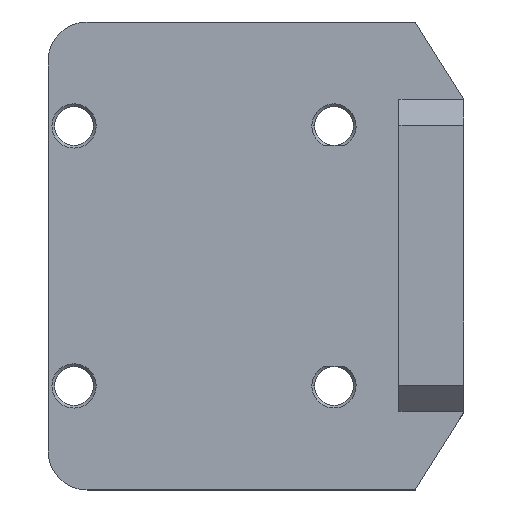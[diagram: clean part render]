
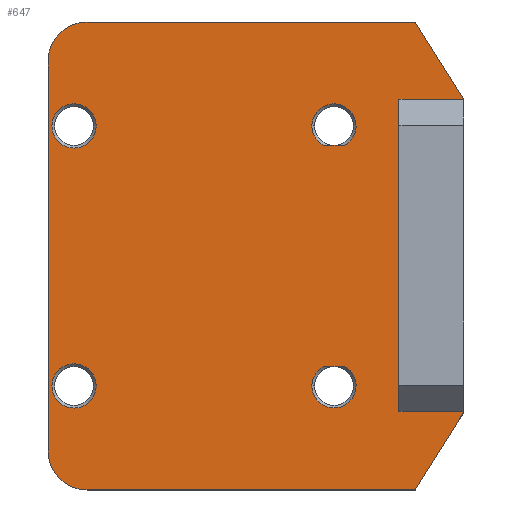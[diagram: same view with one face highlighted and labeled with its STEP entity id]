
A CAD part, top view. The second image highlights one B-rep face of the part: STEP entity #647.
In plain terms, the highlighted planar face has unit normal (0, 0, 1).
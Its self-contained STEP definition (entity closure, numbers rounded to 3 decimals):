
#25=FACE_BOUND('',#96,.T.);
#26=FACE_BOUND('',#97,.T.);
#27=FACE_BOUND('',#98,.T.);
#28=FACE_BOUND('',#99,.T.);
#37=PLANE('',#701);
#59=FACE_OUTER_BOUND('',#95,.T.);
#95=EDGE_LOOP('',(#459,#460,#461,#462,#463,#464,#465,#466,#467,#468));
#96=EDGE_LOOP('',(#469));
#97=EDGE_LOOP('',(#470));
#98=EDGE_LOOP('',(#471,#472,#473));
#99=EDGE_LOOP('',(#474,#475,#476));
#145=CIRCLE('',#696,1.7);
#147=CIRCLE('',#699,1.7);
#149=CIRCLE('',#702,3.);
#150=CIRCLE('',#703,3.);
#151=CIRCLE('',#704,1.7);
#152=CIRCLE('',#705,1.7);
#153=CIRCLE('',#706,1.7);
#154=CIRCLE('',#707,1.7);
#175=LINE('',#977,#237);
#176=LINE('',#979,#238);
#177=LINE('',#981,#239);
#178=LINE('',#983,#240);
#179=LINE('',#987,#241);
#180=LINE('',#991,#242);
#181=LINE('',#993,#243);
#182=LINE('',#994,#244);
#183=LINE('',#1001,#245);
#184=LINE('',#1004,#246);
#237=VECTOR('',#777,10.);
#238=VECTOR('',#778,10.);
#239=VECTOR('',#779,10.);
#240=VECTOR('',#780,10.);
#241=VECTOR('',#783,10.);
#242=VECTOR('',#786,10.);
#243=VECTOR('',#787,10.);
#244=VECTOR('',#788,10.);
#245=VECTOR('',#795,10.);
#246=VECTOR('',#798,10.);
#297=VERTEX_POINT('',#953);
#299=VERTEX_POINT('',#956);
#301=VERTEX_POINT('',#964);
#303=VERTEX_POINT('',#967);
#305=VERTEX_POINT('',#975);
#306=VERTEX_POINT('',#976);
#307=VERTEX_POINT('',#978);
#308=VERTEX_POINT('',#980);
#309=VERTEX_POINT('',#982);
#310=VERTEX_POINT('',#984);
#311=VERTEX_POINT('',#986);
#312=VERTEX_POINT('',#988);
#313=VERTEX_POINT('',#990);
#314=VERTEX_POINT('',#992);
#315=VERTEX_POINT('',#995);
#316=VERTEX_POINT('',#997);
#317=VERTEX_POINT('',#999);
#318=VERTEX_POINT('',#1002);
#358=EDGE_CURVE('',#297,#299,#145,.T.);
#362=EDGE_CURVE('',#301,#303,#147,.T.);
#365=EDGE_CURVE('',#305,#306,#175,.T.);
#366=EDGE_CURVE('',#307,#306,#176,.T.);
#367=EDGE_CURVE('',#307,#308,#177,.T.);
#368=EDGE_CURVE('',#308,#309,#178,.T.);
#369=EDGE_CURVE('',#310,#309,#149,.T.);
#370=EDGE_CURVE('',#310,#311,#179,.T.);
#371=EDGE_CURVE('',#312,#311,#150,.T.);
#372=EDGE_CURVE('',#312,#313,#180,.T.);
#373=EDGE_CURVE('',#313,#314,#181,.T.);
#374=EDGE_CURVE('',#305,#314,#182,.T.);
#375=EDGE_CURVE('',#315,#315,#151,.T.);
#376=EDGE_CURVE('',#316,#316,#152,.T.);
#377=EDGE_CURVE('',#317,#301,#153,.T.);
#378=EDGE_CURVE('',#303,#317,#183,.T.);
#379=EDGE_CURVE('',#318,#297,#154,.T.);
#380=EDGE_CURVE('',#299,#318,#184,.T.);
#459=ORIENTED_EDGE('',*,*,#365,.T.);
#460=ORIENTED_EDGE('',*,*,#366,.F.);
#461=ORIENTED_EDGE('',*,*,#367,.T.);
#462=ORIENTED_EDGE('',*,*,#368,.T.);
#463=ORIENTED_EDGE('',*,*,#369,.F.);
#464=ORIENTED_EDGE('',*,*,#370,.T.);
#465=ORIENTED_EDGE('',*,*,#371,.F.);
#466=ORIENTED_EDGE('',*,*,#372,.T.);
#467=ORIENTED_EDGE('',*,*,#373,.T.);
#468=ORIENTED_EDGE('',*,*,#374,.F.);
#469=ORIENTED_EDGE('',*,*,#375,.F.);
#470=ORIENTED_EDGE('',*,*,#376,.F.);
#471=ORIENTED_EDGE('',*,*,#377,.F.);
#472=ORIENTED_EDGE('',*,*,#378,.F.);
#473=ORIENTED_EDGE('',*,*,#362,.F.);
#474=ORIENTED_EDGE('',*,*,#379,.F.);
#475=ORIENTED_EDGE('',*,*,#380,.F.);
#476=ORIENTED_EDGE('',*,*,#358,.F.);
#647=ADVANCED_FACE('',(#59,#25,#26,#27,#28),#37,.T.);
#696=AXIS2_PLACEMENT_3D('',#957,#764,#765);
#699=AXIS2_PLACEMENT_3D('',#968,#771,#772);
#701=AXIS2_PLACEMENT_3D('',#974,#775,#776);
#702=AXIS2_PLACEMENT_3D('',#985,#781,#782);
#703=AXIS2_PLACEMENT_3D('',#989,#784,#785);
#704=AXIS2_PLACEMENT_3D('',#996,#789,#790);
#705=AXIS2_PLACEMENT_3D('',#998,#791,#792);
#706=AXIS2_PLACEMENT_3D('',#1000,#793,#794);
#707=AXIS2_PLACEMENT_3D('',#1003,#796,#797);
#764=DIRECTION('center_axis',(0.,0.,1.));
#765=DIRECTION('ref_axis',(1.,0.,0.));
#771=DIRECTION('center_axis',(0.,0.,1.));
#772=DIRECTION('ref_axis',(1.,0.,0.));
#775=DIRECTION('center_axis',(0.,0.,1.));
#776=DIRECTION('ref_axis',(1.,0.,0.));
#777=DIRECTION('',(0.,1.,0.));
#778=DIRECTION('',(-1.,0.,0.));
#779=DIRECTION('',(-0.53,0.848,0.));
#780=DIRECTION('',(-1.,0.,0.));
#781=DIRECTION('center_axis',(0.,0.,-1.));
#782=DIRECTION('ref_axis',(-0.707,0.707,0.));
#783=DIRECTION('',(0.,-1.,0.));
#784=DIRECTION('center_axis',(0.,0.,-1.));
#785=DIRECTION('ref_axis',(-0.707,-0.707,0.));
#786=DIRECTION('',(1.,0.,0.));
#787=DIRECTION('',(0.53,0.848,0.));
#788=DIRECTION('',(1.,0.,0.));
#789=DIRECTION('center_axis',(0.,0.,1.));
#790=DIRECTION('ref_axis',(1.,0.,0.));
#791=DIRECTION('center_axis',(0.,0.,1.));
#792=DIRECTION('ref_axis',(1.,0.,0.));
#793=DIRECTION('center_axis',(0.,0.,1.));
#794=DIRECTION('ref_axis',(1.,0.,0.));
#795=DIRECTION('',(1.,0.,0.));
#796=DIRECTION('center_axis',(0.,0.,1.));
#797=DIRECTION('ref_axis',(1.,0.,0.));
#798=DIRECTION('',(-1.,0.,0.));
#953=CARTESIAN_POINT('',(18.3,0.,5.));
#956=CARTESIAN_POINT('',(20.8,1.5,5.));
#957=CARTESIAN_POINT('Origin',(20.,0.,5.));
#964=CARTESIAN_POINT('',(18.3,20.,5.));
#967=CARTESIAN_POINT('',(19.2,18.5,5.));
#968=CARTESIAN_POINT('Origin',(20.,20.,5.));
#974=CARTESIAN_POINT('Origin',(14.,10.,5.));
#975=CARTESIAN_POINT('',(25.,-2.,5.));
#976=CARTESIAN_POINT('',(25.,22.,5.));
#977=CARTESIAN_POINT('',(25.,20.,5.));
#978=CARTESIAN_POINT('',(30.,22.,5.));
#979=CARTESIAN_POINT('',(27.5,22.,5.));
#980=CARTESIAN_POINT('',(26.25,28.,5.));
#981=CARTESIAN_POINT('',(30.,22.,5.));
#982=CARTESIAN_POINT('',(1.,28.,5.));
#983=CARTESIAN_POINT('',(7.,28.,5.));
#984=CARTESIAN_POINT('',(-2.,25.,5.));
#985=CARTESIAN_POINT('Origin',(1.,25.,5.));
#986=CARTESIAN_POINT('',(-2.,-5.,5.));
#987=CARTESIAN_POINT('',(-2.,-10.,5.));
#988=CARTESIAN_POINT('',(1.,-8.,5.));
#989=CARTESIAN_POINT('Origin',(1.,-5.,5.));
#990=CARTESIAN_POINT('',(26.25,-8.,5.));
#991=CARTESIAN_POINT('',(7.,-8.,5.));
#992=CARTESIAN_POINT('',(30.,-2.,5.));
#993=CARTESIAN_POINT('',(30.,-2.,5.));
#994=CARTESIAN_POINT('',(27.5,-2.,5.));
#995=CARTESIAN_POINT('',(-1.7,0.,5.));
#996=CARTESIAN_POINT('Origin',(0.,0.,5.));
#997=CARTESIAN_POINT('',(-1.7,20.,5.));
#998=CARTESIAN_POINT('Origin',(0.,20.,5.));
#999=CARTESIAN_POINT('',(20.8,18.5,5.));
#1000=CARTESIAN_POINT('Origin',(20.,20.,5.));
#1001=CARTESIAN_POINT('',(19.,18.5,5.));
#1002=CARTESIAN_POINT('',(19.2,1.5,5.));
#1003=CARTESIAN_POINT('Origin',(20.,0.,5.));
#1004=CARTESIAN_POINT('',(19.,1.5,5.));
